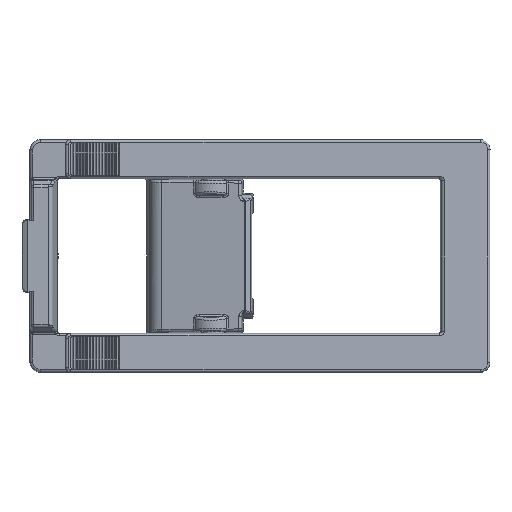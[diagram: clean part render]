
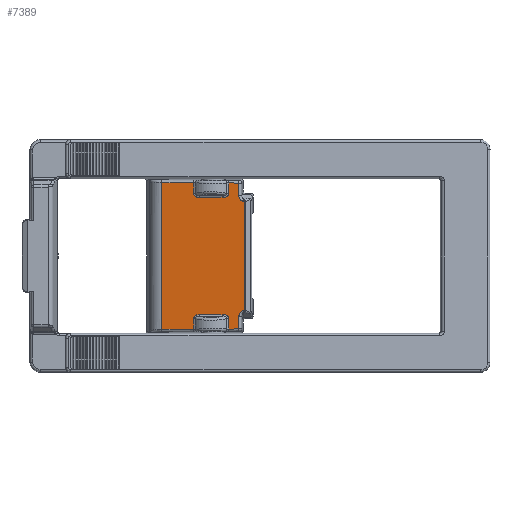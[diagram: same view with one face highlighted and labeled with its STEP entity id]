
A CAD part, left-side view. The second image highlights one B-rep face of the part: STEP entity #7389.
In plain terms, the highlighted planar face has unit normal (-0.99, 0.139, 0).
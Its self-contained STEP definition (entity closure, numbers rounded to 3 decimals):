
#5689=CARTESIAN_POINT('',(689.492,366.454,12.6));
#5690=VERTEX_POINT('',#5689);
#5691=CARTESIAN_POINT('',(689.356,365.486,11.397));
#5692=VERTEX_POINT('',#5691);
#5693=CARTESIAN_POINT('',(689.352,365.46,12.549));
#5694=DIRECTION('',(-0.99,0.139,0.));
#5695=DIRECTION('',(-0.021,-0.148,-0.989));
#5696=AXIS2_PLACEMENT_3D('',#5693,#5694,#5695);
#5697=ELLIPSE('',#5696,1.159,1.);
#5698=EDGE_CURVE('',#5690,#5692,#5697,.T.);
#5816=CARTESIAN_POINT('',(689.492,366.454,-12.4));
#5817=VERTEX_POINT('',#5816);
#5834=CARTESIAN_POINT('',(689.356,365.486,-11.197));
#5835=VERTEX_POINT('',#5834);
#5843=CARTESIAN_POINT('',(689.352,365.46,-12.349));
#5844=DIRECTION('',(-0.99,0.139,0.));
#5845=DIRECTION('',(-0.021,-0.148,0.989));
#5846=AXIS2_PLACEMENT_3D('',#5843,#5844,#5845);
#5847=ELLIPSE('',#5846,1.159,1.);
#5848=EDGE_CURVE('',#5835,#5817,#5847,.T.);
#5987=CARTESIAN_POINT('',(689.34,365.369,11.387));
#5988=VERTEX_POINT('',#5987);
#6022=CARTESIAN_POINT('',(689.34,365.369,-11.187));
#6023=VERTEX_POINT('',#6022);
#6056=CARTESIAN_POINT('',(689.34,365.369,-11.187));
#6057=DIRECTION('',(0.139,0.987,-0.08));
#6058=VECTOR('',#6057,0.118);
#6059=LINE('',#6056,#6058);
#6060=EDGE_CURVE('',#6023,#5835,#6059,.T.);
#6078=CARTESIAN_POINT('',(689.34,365.369,11.387));
#6079=DIRECTION('',(0.0,0.0,-1.0));
#6080=VECTOR('',#6079,22.575);
#6081=LINE('',#6078,#6080);
#6082=EDGE_CURVE('',#5988,#6023,#6081,.T.);
#6223=CARTESIAN_POINT('',(689.356,365.486,11.397));
#6224=DIRECTION('',(-0.139,-0.987,-0.08));
#6225=VECTOR('',#6224,0.118);
#6226=LINE('',#6223,#6225);
#6227=EDGE_CURVE('',#5692,#5988,#6226,.T.);
#6356=CARTESIAN_POINT('',(689.492,366.454,-14.975));
#6357=VERTEX_POINT('',#6356);
#6389=CARTESIAN_POINT('',(691.73,382.376,-15.092));
#6390=VERTEX_POINT('',#6389);
#6408=CARTESIAN_POINT('',(690.804,375.787,-15.044));
#6409=VERTEX_POINT('',#6408);
#6417=CARTESIAN_POINT('',(690.804,375.787,-15.044));
#6418=DIRECTION('',(0.139,0.99,-0.007));
#6419=VECTOR('',#6418,6.654);
#6420=LINE('',#6417,#6419);
#6421=EDGE_CURVE('',#6409,#6390,#6420,.T.);
#6630=CARTESIAN_POINT('',(689.785,368.541,-14.99));
#6631=VERTEX_POINT('',#6630);
#6663=CARTESIAN_POINT('',(689.492,366.454,-14.975));
#6664=DIRECTION('',(0.139,0.99,-0.007));
#6665=VECTOR('',#6664,2.108);
#6666=LINE('',#6663,#6665);
#6667=EDGE_CURVE('',#6357,#6631,#6666,.T.);
#6707=CARTESIAN_POINT('',(689.492,366.454,-12.4));
#6708=DIRECTION('',(0.0,0.0,-1.0));
#6709=VECTOR('',#6708,2.575);
#6710=LINE('',#6707,#6709);
#6711=EDGE_CURVE('',#5817,#6357,#6710,.T.);
#6774=CARTESIAN_POINT('',(689.492,366.454,15.175));
#6775=VERTEX_POINT('',#6774);
#6808=CARTESIAN_POINT('',(689.492,366.454,15.175));
#6809=DIRECTION('',(0.0,0.0,-1.0));
#6810=VECTOR('',#6809,2.575);
#6811=LINE('',#6808,#6810);
#6812=EDGE_CURVE('',#6775,#5690,#6811,.T.);
#6831=CARTESIAN_POINT('',(689.785,368.541,15.19));
#6832=VERTEX_POINT('',#6831);
#6840=CARTESIAN_POINT('',(689.785,368.541,15.19));
#6841=DIRECTION('',(-0.139,-0.99,-0.007));
#6842=VECTOR('',#6841,2.108);
#6843=LINE('',#6840,#6842);
#6844=EDGE_CURVE('',#6832,#6775,#6843,.T.);
#7011=CARTESIAN_POINT('',(690.804,375.787,15.244));
#7012=VERTEX_POINT('',#7011);
#7045=CARTESIAN_POINT('',(691.73,382.376,15.292));
#7046=VERTEX_POINT('',#7045);
#7054=CARTESIAN_POINT('',(691.73,382.376,15.292));
#7055=DIRECTION('',(-0.139,-0.99,-0.007));
#7056=VECTOR('',#7055,6.654);
#7057=LINE('',#7054,#7056);
#7058=EDGE_CURVE('',#7046,#7012,#7057,.T.);
#7155=CARTESIAN_POINT('',(690.804,375.787,-12.841));
#7156=VERTEX_POINT('',#7155);
#7164=CARTESIAN_POINT('',(690.804,375.787,-12.841));
#7165=DIRECTION('',(0.0,0.0,-1.0));
#7166=VECTOR('',#7165,2.203);
#7167=LINE('',#7164,#7166);
#7168=EDGE_CURVE('',#7156,#6409,#7167,.T.);
#7204=CARTESIAN_POINT('',(689.785,368.541,-12.841));
#7205=VERTEX_POINT('',#7204);
#7206=CARTESIAN_POINT('',(689.785,368.541,-14.99));
#7207=DIRECTION('',(0.0,0.0,1.0));
#7208=VECTOR('',#7207,2.149);
#7209=LINE('',#7206,#7208);
#7210=EDGE_CURVE('',#6631,#7205,#7209,.T.);
#7237=CARTESIAN_POINT('',(689.785,368.541,13.041));
#7238=VERTEX_POINT('',#7237);
#7246=CARTESIAN_POINT('',(689.785,368.541,13.041));
#7247=DIRECTION('',(0.0,0.0,1.0));
#7248=VECTOR('',#7247,2.149);
#7249=LINE('',#7246,#7248);
#7250=EDGE_CURVE('',#7238,#6832,#7249,.T.);
#7286=CARTESIAN_POINT('',(690.804,375.787,13.041));
#7287=VERTEX_POINT('',#7286);
#7288=CARTESIAN_POINT('',(690.804,375.787,15.244));
#7289=DIRECTION('',(0.0,0.0,-1.0));
#7290=VECTOR('',#7289,2.203);
#7291=LINE('',#7288,#7290);
#7292=EDGE_CURVE('',#7012,#7287,#7291,.T.);
#7305=CARTESIAN_POINT('',(689.324,365.259,0.1));
#7306=DIRECTION('',(-0.99,0.139,0.));
#7307=DIRECTION('',(0.0,0.0,-1.0));
#7308=AXIS2_PLACEMENT_3D('',#7305,#7306,#7307);
#7309=PLANE('',#7308);
#7310=ORIENTED_EDGE('',*,*,#6421,.F.);
#7311=ORIENTED_EDGE('',*,*,#7168,.F.);
#7312=CARTESIAN_POINT('',(690.638,374.606,-11.988));
#7313=VERTEX_POINT('',#7312);
#7314=CARTESIAN_POINT('',(690.638,374.606,-11.988));
#7315=CARTESIAN_POINT('',(690.67,374.837,-11.988));
#7316=CARTESIAN_POINT('',(690.725,375.228,-12.042));
#7317=CARTESIAN_POINT('',(690.789,375.681,-12.373));
#7318=CARTESIAN_POINT('',(690.804,375.787,-12.686));
#7319=CARTESIAN_POINT('',(690.804,375.787,-12.841));
#7320=B_SPLINE_CURVE_WITH_KNOTS('',3,(#7314,#7315,#7316,#7317,#7318,#7319),.UNSPECIFIED.,.F.,.U.,(4,1,1,4),(-1.63,-0.932,-0.466,0.),.UNSPECIFIED.);
#7321=EDGE_CURVE('',#7313,#7156,#7320,.T.);
#7322=ORIENTED_EDGE('',*,*,#7321,.F.);
#7323=CARTESIAN_POINT('',(689.951,369.722,-11.988));
#7324=VERTEX_POINT('',#7323);
#7325=CARTESIAN_POINT('',(689.951,369.722,-11.988));
#7326=DIRECTION('',(0.139,0.99,0.));
#7327=VECTOR('',#7326,4.933);
#7328=LINE('',#7325,#7327);
#7329=EDGE_CURVE('',#7324,#7313,#7328,.T.);
#7330=ORIENTED_EDGE('',*,*,#7329,.F.);
#7331=CARTESIAN_POINT('',(689.785,368.541,-12.841));
#7332=CARTESIAN_POINT('',(689.785,368.541,-12.686));
#7333=CARTESIAN_POINT('',(689.8,368.646,-12.374));
#7334=CARTESIAN_POINT('',(689.864,369.099,-12.041));
#7335=CARTESIAN_POINT('',(689.919,369.491,-11.988));
#7336=CARTESIAN_POINT('',(689.951,369.722,-11.988));
#7337=B_SPLINE_CURVE_WITH_KNOTS('',3,(#7331,#7332,#7333,#7334,#7335,#7336),.UNSPECIFIED.,.F.,.U.,(4,1,1,4),(-1.629,-1.163,-0.698,0.),.UNSPECIFIED.);
#7338=EDGE_CURVE('',#7205,#7324,#7337,.T.);
#7339=ORIENTED_EDGE('',*,*,#7338,.F.);
#7340=ORIENTED_EDGE('',*,*,#7210,.F.);
#7341=ORIENTED_EDGE('',*,*,#6667,.F.);
#7342=ORIENTED_EDGE('',*,*,#6711,.F.);
#7343=ORIENTED_EDGE('',*,*,#5848,.F.);
#7344=ORIENTED_EDGE('',*,*,#6060,.F.);
#7345=ORIENTED_EDGE('',*,*,#6082,.F.);
#7346=ORIENTED_EDGE('',*,*,#6227,.F.);
#7347=ORIENTED_EDGE('',*,*,#5698,.F.);
#7348=ORIENTED_EDGE('',*,*,#6812,.F.);
#7349=ORIENTED_EDGE('',*,*,#6844,.F.);
#7350=ORIENTED_EDGE('',*,*,#7250,.F.);
#7351=CARTESIAN_POINT('',(689.951,369.722,12.188));
#7352=VERTEX_POINT('',#7351);
#7353=CARTESIAN_POINT('',(689.951,369.722,12.188));
#7354=CARTESIAN_POINT('',(689.919,369.491,12.188));
#7355=CARTESIAN_POINT('',(689.864,369.099,12.241));
#7356=CARTESIAN_POINT('',(689.8,368.646,12.574));
#7357=CARTESIAN_POINT('',(689.785,368.541,12.886));
#7358=CARTESIAN_POINT('',(689.785,368.541,13.041));
#7359=B_SPLINE_CURVE_WITH_KNOTS('',3,(#7353,#7354,#7355,#7356,#7357,#7358),.UNSPECIFIED.,.F.,.U.,(4,1,1,4),(-1.629,-0.931,-0.465,0.0),.UNSPECIFIED.);
#7360=EDGE_CURVE('',#7352,#7238,#7359,.T.);
#7361=ORIENTED_EDGE('',*,*,#7360,.F.);
#7362=CARTESIAN_POINT('',(690.638,374.606,12.188));
#7363=VERTEX_POINT('',#7362);
#7364=CARTESIAN_POINT('',(690.638,374.606,12.188));
#7365=DIRECTION('',(-0.139,-0.99,0.));
#7366=VECTOR('',#7365,4.933);
#7367=LINE('',#7364,#7366);
#7368=EDGE_CURVE('',#7363,#7352,#7367,.T.);
#7369=ORIENTED_EDGE('',*,*,#7368,.F.);
#7370=CARTESIAN_POINT('',(690.804,375.787,13.041));
#7371=CARTESIAN_POINT('',(690.804,375.787,12.925));
#7372=CARTESIAN_POINT('',(690.796,375.733,12.691));
#7373=CARTESIAN_POINT('',(690.744,375.362,12.27));
#7374=CARTESIAN_POINT('',(690.681,374.914,12.188));
#7375=CARTESIAN_POINT('',(690.638,374.606,12.188));
#7376=B_SPLINE_CURVE_WITH_KNOTS('',3,(#7370,#7371,#7372,#7373,#7374,#7375),.UNSPECIFIED.,.F.,.U.,(4,1,1,4),(-1.629,-1.28,-0.931,0.),.UNSPECIFIED.);
#7377=EDGE_CURVE('',#7287,#7363,#7376,.T.);
#7378=ORIENTED_EDGE('',*,*,#7377,.F.);
#7379=ORIENTED_EDGE('',*,*,#7292,.F.);
#7380=ORIENTED_EDGE('',*,*,#7058,.F.);
#7381=CARTESIAN_POINT('',(691.73,382.376,-15.092));
#7382=DIRECTION('',(0.0,0.0,1.0));
#7383=VECTOR('',#7382,30.385);
#7384=LINE('',#7381,#7383);
#7385=EDGE_CURVE('',#6390,#7046,#7384,.T.);
#7386=ORIENTED_EDGE('',*,*,#7385,.F.);
#7387=EDGE_LOOP('',(#7310,#7311,#7322,#7330,#7339,#7340,#7341,#7342,#7343,#7344,#7345,#7346,#7347,#7348,#7349,#7350,#7361,#7369,#7378,#7379,#7380,#7386));
#7388=FACE_OUTER_BOUND('',#7387,.T.);
#7389=ADVANCED_FACE('',(#7388),#7309,.T.);
